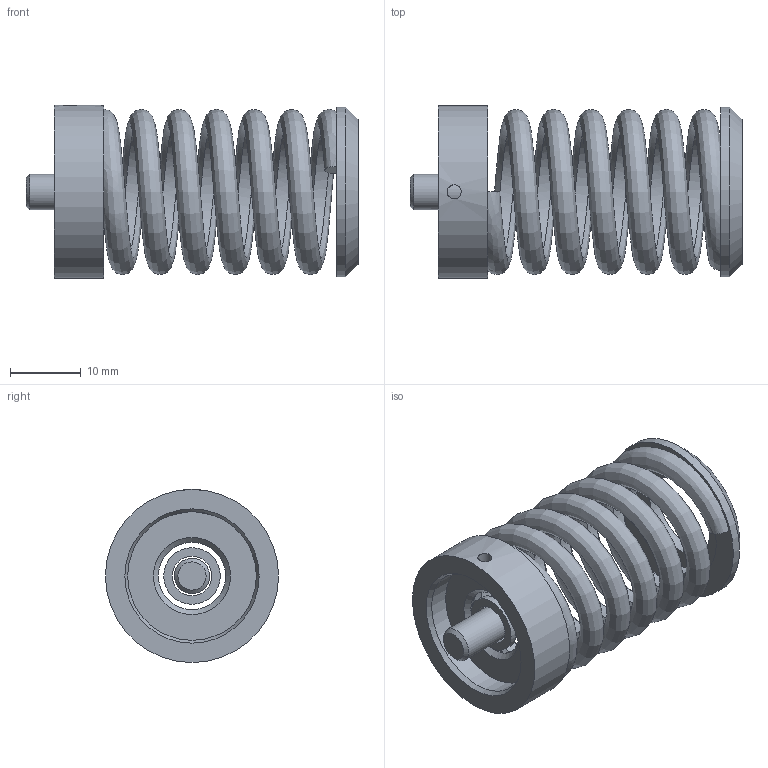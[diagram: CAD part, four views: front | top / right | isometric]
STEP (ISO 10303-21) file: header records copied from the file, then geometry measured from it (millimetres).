
FILE_DESCRIPTION(/* description */ ('Unknown'),/* implementation_level */ '2;1');
FILE_NAME(/* name */ 'AP-1620S000H',/* time_stamp */ '2020-12-17T07:24:47+01:00',/* author */ ('Unknown'),/* organization */ ('Unknown'),/* preprocessor_version */ 'ST-DEVELOPER v16.7',/* originating_system */ 'DEX',/* authorisation */ $);
FILE_SCHEMA (('AUTOMOTIVE_DESIGN {1 0 10303 214 3 1 1}'));
Length unit declared in the file: millimetre
Products named in the file (7): AP-1620S000H; AP-1620-001-038_oa_0; AP-1620-001-044-A_oa_1; AP-1620-001-033_oa_2; AP-1620-001-032_oa_3; AP-1620-001-036_oa_4; WU-1505-540_oa_5
Assembly tree (6 placements, depth 2):
  AP-1620S000H
    AP-1620-001-038_oa_0
    AP-1620-001-044-A_oa_1
    AP-1620-001-033_oa_2
    AP-1620-001-032_oa_3
    AP-1620-001-036_oa_4
    WU-1505-540_oa_5
Bounding box: 47 x 24.5 x 24.5 mm (x, y, z)
Volume: 5996.7 mm3; surface area: 7026.4 mm2
Topology: 5 solids, 5 shells, 32 faces, 65 edges, 43 vertices
Faces by surface type: plane 15, cylinder 12, cone 4, bspline 1
Full cylindrical faces by diameter (mm): 2 x1, 5 x1, 5.6 x1, 8 x1, 9.5 x1, 12 x1, 17.162 x2, 18.2 x1, 24 x1, 24.5 x1
Entity records: 1919 total; most frequent: CARTESIAN_POINT 1144, DIRECTION 136, ORIENTED_EDGE 76, FACE_BOUND 70, AXIS2_PLACEMENT_3D 66, EDGE_LOOP 58, VERTEX_POINT 46, EDGE_CURVE 38
